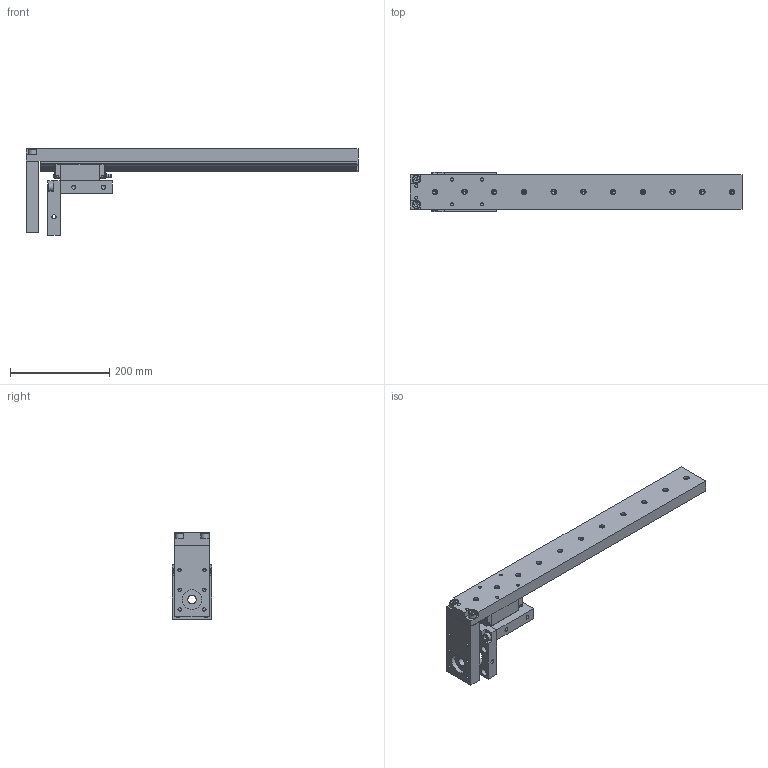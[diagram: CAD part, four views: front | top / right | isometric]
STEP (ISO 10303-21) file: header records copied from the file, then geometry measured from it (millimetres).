
FILE_DESCRIPTION(/* description */ (''),/* implementation_level */ '2;1');
FILE_NAME(/* name */ 'PCG-63-25-III.stp',/* time_stamp */ '2016-01-18T16:37:59+01:00',/* author */ ('kurt'),/* organization */ (''),/* preprocessor_version */ 'ST-DEVELOPER v15.6',/* originating_system */ 'Autodesk Inventor 2015',/* authorisation */ '');
FILE_SCHEMA (('AUTOMOTIVE_DESIGN { 1 0 10303 214 3 1 1 }'));
Length unit declared in the file: millimetre
Products named in the file (10): cilinderplaat dia63; drukplaat dia50-63; geleidingslat LGR25T - III; wagenplaat LGH25HA; HGH25HA; DIN 912 - M10 x 1,5 x 30 x 26,25; ISO 2338 - 6 m6 x 35 - ADIN EN; DIN 912 - M6 x 1 x 25 x 22,5; HGR25T-640; PCG-63-25-III
Assembly tree (29 placements, depth 2):
  PCG-63-25-III
    cilinderplaat dia63
    drukplaat dia50-63
    geleidingslat LGR25T - III
    wagenplaat LGH25HA
    HGH25HA
    DIN 912 - M10 x 1,5 x 30 x 26,25  x4
    ISO 2338 - 6 m6 x 35 - ADIN EN  x4
    DIN 912 - M6 x 1 x 25 x 22,5  x15
    HGR25T-640
Bounding box: 670 x 80 x 175.27 mm (x, y, z)
Volume: 2165140.4 mm3; surface area: 351081.8 mm2
Topology: 29 solids, 32 shells, 910 faces, 2288 edges, 1494 vertices
Faces by surface type: plane 556, cylinder 205, cone 96, torus 46, sphere 5, bspline 2
Full cylindrical faces by diameter (mm): 2.5 x2, 2.8 x2, 5 x23, 6 x28, 6.5 x15, 6.647 x10, 7.3 x2, 7.847 x1, 8.376 x10, 9 x4, 10 x19, 10.3 x1, 11 x19, 15 x4, 16 x4, 17 x1, 40 x1, 45 x1
Entity records: 19868 total; most frequent: CARTESIAN_POINT 3802, DIRECTION 3177, ORIENTED_EDGE 2978, EDGE_CURVE 1489, AXIS2_PLACEMENT_3D 1136, VERTEX_POINT 1065, EDGE_LOOP 924, LINE 905
